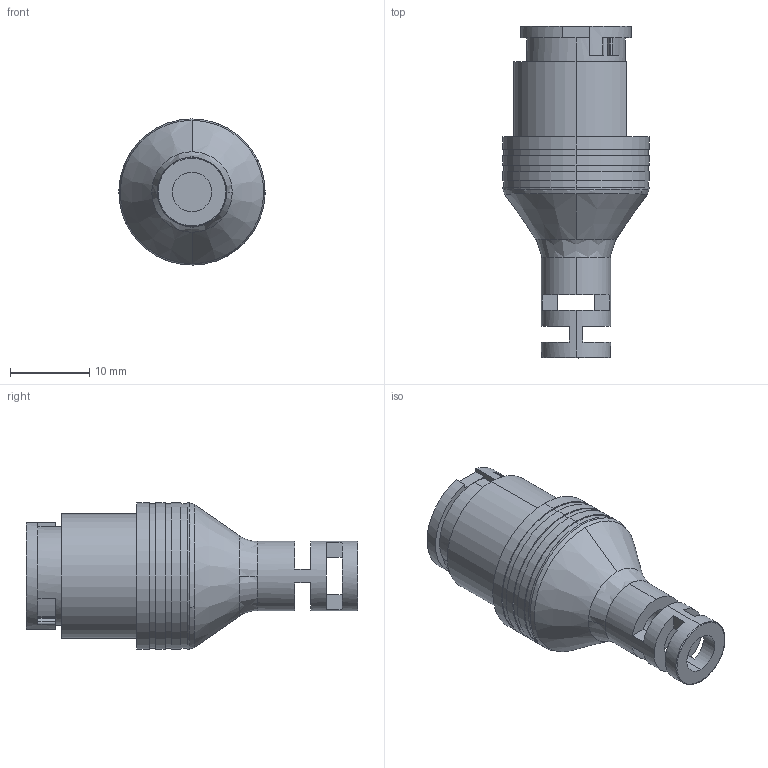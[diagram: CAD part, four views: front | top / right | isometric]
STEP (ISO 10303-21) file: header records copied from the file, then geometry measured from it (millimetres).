
FILE_DESCRIPTION (( 'STEP AP214' ), '1' );
FILE_NAME ('USBFIREWIRE.COM-USB Mini-B Female Waterproof Cable-DEFAULT.STEP', '2011-12-23T09:50:29', ( 'SysAdmin' ), ( 'SolidWorks' ), 'SwSTEP 2.0', 'SolidWorks 2012', '' );
FILE_SCHEMA (( 'AUTOMOTIVE_DESIGN' ));
Length unit declared in the file: inch
Products named in the file (1): USBFIREWIRE.COM-USB Mini-B Female Waterproof Cable-DEFAULT
Bounding box: 18.5 x 42 x 18.5 mm (x, y, z)
Volume: 5557 mm3; surface area: 3016.9 mm2
Topology: 2 solids, 2 shells, 184 faces, 485 edges, 318 vertices
Faces by surface type: plane 111, cylinder 57, cone 10, bspline 6
Entity records: 8341 total; most frequent: CARTESIAN_POINT 1201, DIRECTION 1008, ORIENTED_EDGE 970, EDGE_CURVE 485, AXIS2_PLACEMENT_3D 355, VERTEX_POINT 318, VECTOR 298, LINE 298
